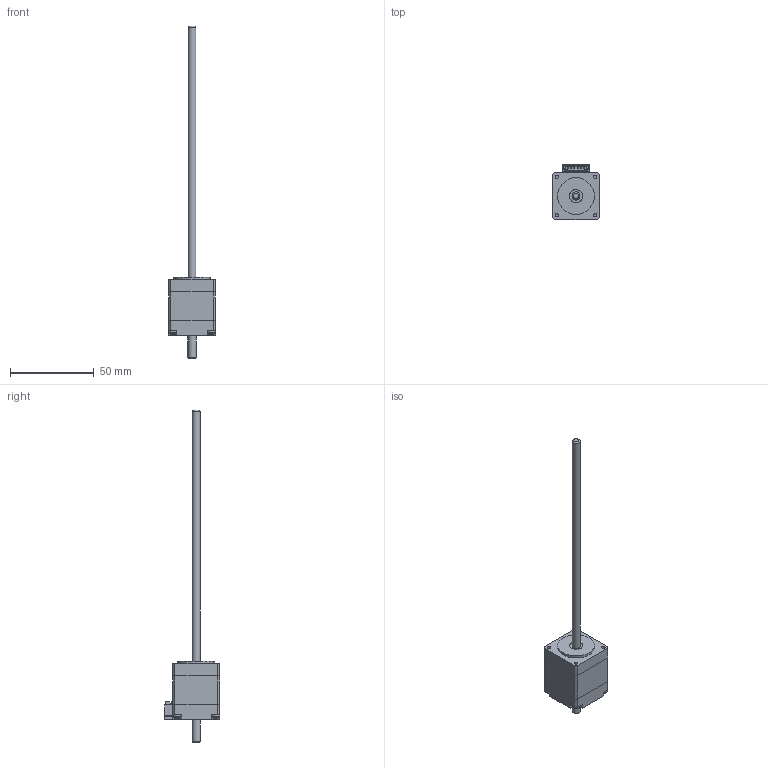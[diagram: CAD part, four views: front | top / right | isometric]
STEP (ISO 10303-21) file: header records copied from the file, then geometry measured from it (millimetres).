
FILE_DESCRIPTION((''),'2;1');
FILE_NAME('LSA281S-B-UG...-152.stp','2018-08-24T11:28:22',('tao.xu'),(''),'Autodesk Inventor 2013','Autodesk Inventor 2013','');
FILE_SCHEMA(('CONFIG_CONTROL_DESIGN'));
Length unit declared in the file: millimetre
Products named in the file (1): 零件1
Bounding box: 28 x 33 x 198.8 mm (x, y, z)
Volume: 29662.5 mm3; surface area: 9284.2 mm2
Topology: 2 solids, 2 shells, 442 faces, 1163 edges, 747 vertices
Faces by surface type: plane 318, cone 56, cylinder 44, torus 20, sphere 4
Full cylindrical faces by diameter (mm): 1.221 x2, 2.013 x2, 2.05 x4, 4.763 x1, 5 x1, 8 x2, 9.5 x1, 22 x1
Entity records: 14125 total; most frequent: CARTESIAN_POINT 3143, ORIENTED_EDGE 2214, DIRECTION 2078, EDGE_CURVE 1107, VECTOR 766, LINE 766, VERTEX_POINT 729, AXIS2_PLACEMENT_3D 656
